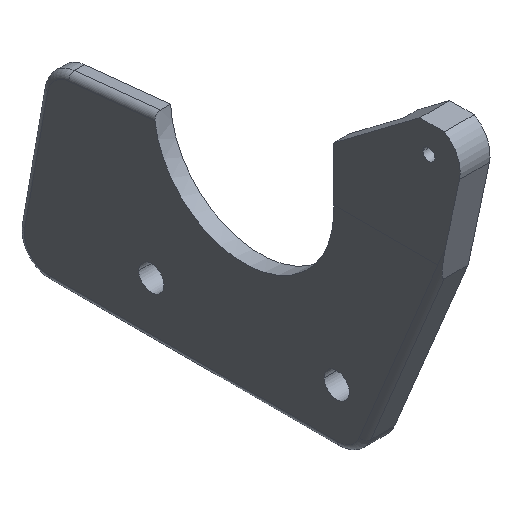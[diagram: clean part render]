
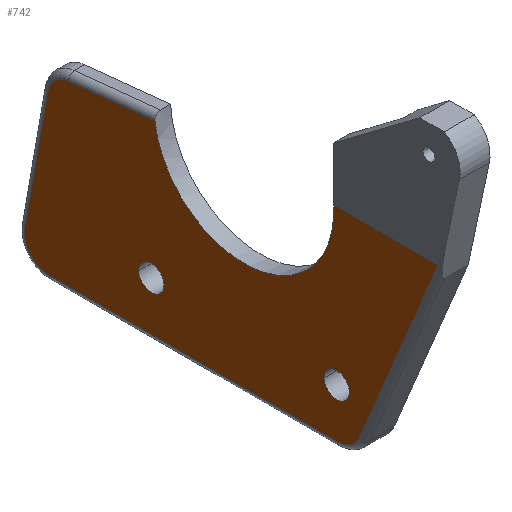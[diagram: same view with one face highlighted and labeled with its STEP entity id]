
A CAD part, isometric view. The second image highlights one B-rep face of the part: STEP entity #742.
In plain terms, the highlighted planar face has unit normal (-1, 0, 0).
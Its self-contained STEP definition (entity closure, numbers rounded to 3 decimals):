
#249=AXIS2_PLACEMENT_3D('Circle Axis2P3D',#247,#248,$) ;
#284=AXIS2_PLACEMENT_3D('Circle Axis2P3D',#282,#283,$) ;
#322=AXIS2_PLACEMENT_3D('Circle Axis2P3D',#320,#321,$) ;
#346=AXIS2_PLACEMENT_3D('Circle Axis2P3D',#344,#345,$) ;
#487=AXIS2_PLACEMENT_3D('Circle Axis2P3D',#485,#486,$) ;
#668=AXIS2_PLACEMENT_3D('Plane Axis2P3D',#665,#666,#667) ;
#672=AXIS2_PLACEMENT_3D('Circle Axis2P3D',#670,#671,$) ;
#684=AXIS2_PLACEMENT_3D('Circle Axis2P3D',#682,#683,$) ;
#698=AXIS2_PLACEMENT_3D('Circle Axis2P3D',#696,#697,$) ;
#712=AXIS2_PLACEMENT_3D('Circle Axis2P3D',#710,#711,$) ;
#247=CARTESIAN_POINT('Axis2P3D Location',(14.,-15.5,-24.85)) ;
#251=CARTESIAN_POINT('Vertex',(14.,-17.6,-24.85)) ;
#253=CARTESIAN_POINT('Vertex',(14.,-13.4,-24.85)) ;
#282=CARTESIAN_POINT('Axis2P3D Location',(14.,-15.5,-24.85)) ;
#317=CARTESIAN_POINT('Vertex',(14.,17.6,-24.85)) ;
#320=CARTESIAN_POINT('Axis2P3D Location',(14.,15.5,-24.85)) ;
#324=CARTESIAN_POINT('Vertex',(14.,13.4,-24.85)) ;
#344=CARTESIAN_POINT('Axis2P3D Location',(14.,15.5,-24.85)) ;
#440=CARTESIAN_POINT('Vertex',(14.,-14.967,1.)) ;
#443=CARTESIAN_POINT('Line Origine',(14.,-23.696,1.)) ;
#447=CARTESIAN_POINT('Vertex',(14.,-32.426,1.)) ;
#480=CARTESIAN_POINT('Vertex',(14.,14.895,-1.769)) ;
#485=CARTESIAN_POINT('Axis2P3D Location',(14.,0.,0.)) ;
#489=CARTESIAN_POINT('Vertex',(14.,-15.,0.)) ;
#665=CARTESIAN_POINT('Axis2P3D Location',(14.,-42.,-34.)) ;
#670=CARTESIAN_POINT('Axis2P3D Location',(14.,0.,0.)) ;
#675=CARTESIAN_POINT('Line Origine',(14.,22.088,-2.505)) ;
#679=CARTESIAN_POINT('Vertex',(14.,29.281,-3.241)) ;
#682=CARTESIAN_POINT('Axis2P3D Location',(14.,28.874,-7.22)) ;
#686=CARTESIAN_POINT('Vertex',(14.,32.813,-6.525)) ;
#689=CARTESIAN_POINT('Line Origine',(14.,34.733,-17.415)) ;
#693=CARTESIAN_POINT('Vertex',(14.,36.653,-28.305)) ;
#696=CARTESIAN_POINT('Axis2P3D Location',(14.,32.714,-29.)) ;
#700=CARTESIAN_POINT('Vertex',(14.,32.714,-33.)) ;
#703=CARTESIAN_POINT('Line Origine',(14.,8.565,-33.)) ;
#707=CARTESIAN_POINT('Vertex',(14.,-15.584,-33.)) ;
#710=CARTESIAN_POINT('Axis2P3D Location',(14.,-15.584,-29.)) ;
#714=CARTESIAN_POINT('Vertex',(14.,-19.276,-30.539)) ;
#717=CARTESIAN_POINT('Line Origine',(14.,-25.851,-14.77)) ;
#248=DIRECTION('Axis2P3D Direction',(-1.,0.,0.)) ;
#283=DIRECTION('Axis2P3D Direction',(-1.,0.,0.)) ;
#321=DIRECTION('Axis2P3D Direction',(-1.,0.,0.)) ;
#345=DIRECTION('Axis2P3D Direction',(-1.,0.,0.)) ;
#444=DIRECTION('Vector Direction',(0.,1.,0.)) ;
#486=DIRECTION('Axis2P3D Direction',(-1.,0.,0.)) ;
#666=DIRECTION('Axis2P3D Direction',(-1.,0.,0.)) ;
#667=DIRECTION('Axis2P3D XDirection',(0.,1.,0.)) ;
#671=DIRECTION('Axis2P3D Direction',(-1.,0.,0.)) ;
#676=DIRECTION('Vector Direction',(0.,-0.995,0.102)) ;
#683=DIRECTION('Axis2P3D Direction',(-1.,0.,0.)) ;
#690=DIRECTION('Vector Direction',(0.,0.174,-0.985)) ;
#697=DIRECTION('Axis2P3D Direction',(-1.,0.,0.)) ;
#704=DIRECTION('Vector Direction',(0.,-1.,0.)) ;
#711=DIRECTION('Axis2P3D Direction',(-1.,0.,0.)) ;
#718=DIRECTION('Vector Direction',(0.,0.385,-0.923)) ;
#445=VECTOR('Line Direction',#444,1.) ;
#677=VECTOR('Line Direction',#676,1.) ;
#691=VECTOR('Line Direction',#690,1.) ;
#705=VECTOR('Line Direction',#704,1.) ;
#719=VECTOR('Line Direction',#718,1.) ;
#723=ORIENTED_EDGE('',*,*,#449,.T.) ;
#724=ORIENTED_EDGE('',*,*,#674,.F.) ;
#725=ORIENTED_EDGE('',*,*,#491,.F.) ;
#726=ORIENTED_EDGE('',*,*,#681,.F.) ;
#727=ORIENTED_EDGE('',*,*,#688,.F.) ;
#728=ORIENTED_EDGE('',*,*,#695,.F.) ;
#729=ORIENTED_EDGE('',*,*,#702,.F.) ;
#730=ORIENTED_EDGE('',*,*,#709,.F.) ;
#731=ORIENTED_EDGE('',*,*,#716,.F.) ;
#732=ORIENTED_EDGE('',*,*,#721,.F.) ;
#735=ORIENTED_EDGE('',*,*,#255,.F.) ;
#736=ORIENTED_EDGE('',*,*,#286,.F.) ;
#739=ORIENTED_EDGE('',*,*,#326,.F.) ;
#740=ORIENTED_EDGE('',*,*,#348,.F.) ;
#737=FACE_BOUND('',#734,.T.) ;
#741=FACE_BOUND('',#738,.T.) ;
#742=ADVANCED_FACE('Corps principal',(#733,#737,#741),#669,.T.) ;
#250=CIRCLE('generated circle',#249,2.1) ;
#285=CIRCLE('generated circle',#284,2.1) ;
#323=CIRCLE('generated circle',#322,2.1) ;
#347=CIRCLE('generated circle',#346,2.1) ;
#488=CIRCLE('generated circle',#487,15.) ;
#673=CIRCLE('generated circle',#672,15.) ;
#685=CIRCLE('generated circle',#684,4.) ;
#699=CIRCLE('generated circle',#698,4.) ;
#713=CIRCLE('generated circle',#712,4.) ;
#255=EDGE_CURVE('',#252,#254,#250,.T.) ;
#286=EDGE_CURVE('',#254,#252,#285,.T.) ;
#326=EDGE_CURVE('',#318,#325,#323,.T.) ;
#348=EDGE_CURVE('',#325,#318,#347,.T.) ;
#449=EDGE_CURVE('',#448,#441,#446,.T.) ;
#491=EDGE_CURVE('',#481,#490,#488,.T.) ;
#674=EDGE_CURVE('',#490,#441,#673,.T.) ;
#681=EDGE_CURVE('',#680,#481,#678,.T.) ;
#688=EDGE_CURVE('',#687,#680,#685,.F.) ;
#695=EDGE_CURVE('',#694,#687,#692,.F.) ;
#702=EDGE_CURVE('',#701,#694,#699,.F.) ;
#709=EDGE_CURVE('',#708,#701,#706,.F.) ;
#716=EDGE_CURVE('',#715,#708,#713,.F.) ;
#721=EDGE_CURVE('',#448,#715,#720,.T.) ;
#722=EDGE_LOOP('',(#723,#724,#725,#726,#727,#728,#729,#730,#731,#732)) ;
#734=EDGE_LOOP('',(#735,#736)) ;
#738=EDGE_LOOP('',(#739,#740)) ;
#733=FACE_OUTER_BOUND('',#722,.T.) ;
#446=LINE('Line',#443,#445) ;
#678=LINE('Line',#675,#677) ;
#692=LINE('Line',#689,#691) ;
#706=LINE('Line',#703,#705) ;
#720=LINE('Line',#717,#719) ;
#669=PLANE('',#668) ;
#252=VERTEX_POINT('',#251) ;
#254=VERTEX_POINT('',#253) ;
#318=VERTEX_POINT('',#317) ;
#325=VERTEX_POINT('',#324) ;
#441=VERTEX_POINT('',#440) ;
#448=VERTEX_POINT('',#447) ;
#481=VERTEX_POINT('',#480) ;
#490=VERTEX_POINT('',#489) ;
#680=VERTEX_POINT('',#679) ;
#687=VERTEX_POINT('',#686) ;
#694=VERTEX_POINT('',#693) ;
#701=VERTEX_POINT('',#700) ;
#708=VERTEX_POINT('',#707) ;
#715=VERTEX_POINT('',#714) ;
